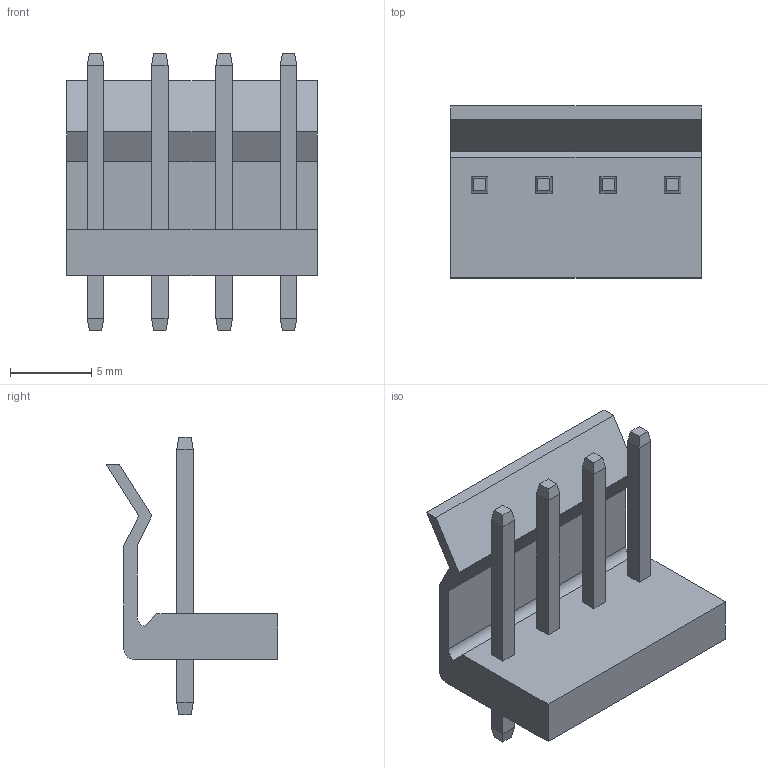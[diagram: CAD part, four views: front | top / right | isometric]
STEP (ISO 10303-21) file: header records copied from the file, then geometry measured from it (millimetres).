
FILE_DESCRIPTION(/* description */ ('Unknown'),/* implementation_level */ '2;1');
FILE_NAME(/* name */ 'JST - CH - Thru (V) - 4Pin - 3.96mm',/* time_stamp */ '2018-11-28T20:57:50-05:00',/* author */ ('Unknown'),/* organization */ ('Unknown'),/* preprocessor_version */ 'ST-DEVELOPER v16.7',/* originating_system */ 'DEX',/* authorisation */ $);
FILE_SCHEMA (('AUTOMOTIVE_DESIGN {1 0 10303 214 3 1 1}'));
Length unit declared in the file: millimetre
Products named in the file (1): JST - CH - Thru (V) - 4Pin - 3.96mm
Bounding box: 15.44 x 10.57 x 17.09 mm (x, y, z)
Volume: 570.7 mm3; surface area: 1012.6 mm2
Topology: 1 solids, 21 shells, 280 faces, 646 edges, 420 vertices
Faces by surface type: plane 238, bspline 40, cylinder 2
Entity records: 11129 total; most frequent: CARTESIAN_POINT 3457, ORIENTED_EDGE 1284, DIRECTION 862, EDGE_CURVE 642, VERTEX_POINT 420, LINE 372, VECTOR 372, EDGE_LOOP 308
